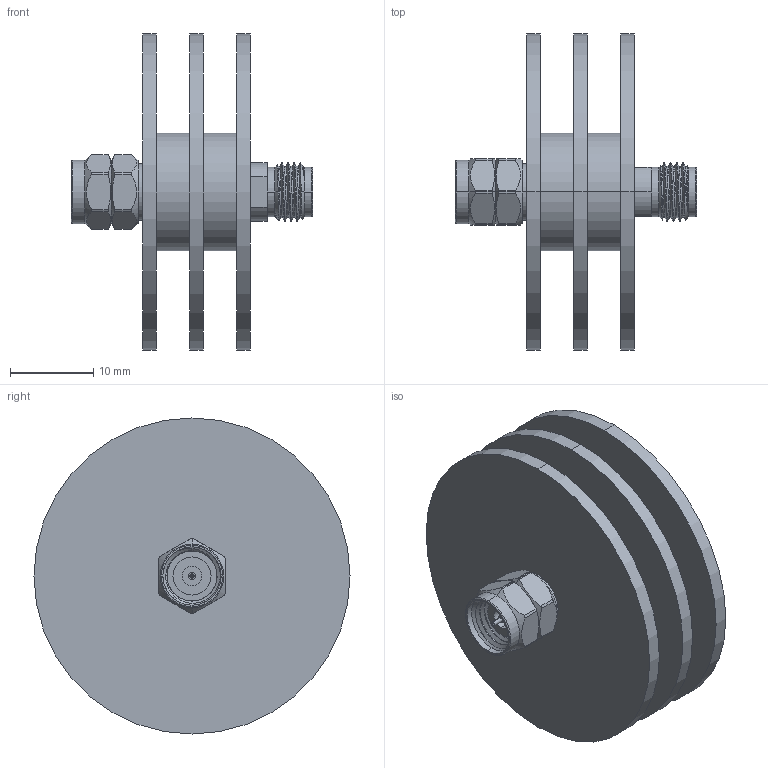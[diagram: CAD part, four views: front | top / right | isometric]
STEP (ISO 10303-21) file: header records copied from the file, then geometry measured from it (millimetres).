
FILE_DESCRIPTION (( 'STEP AP214' ), '1' );
FILE_NAME ('FMAT7511-6_3D.step', '2023-12-21T21:05:47', ( '' ), ( '' ), 'SwSTEP 2.0', 'SolidWorks 2022', '' );
FILE_SCHEMA (( 'AUTOMOTIVE_DESIGN' ));
Length unit declared in the file: inch
Products named in the file (1): FMAT7511-6_3D
Bounding box: 29 x 38 x 38 mm (x, y, z)
Volume: 7389.8 mm3; surface area: 7804.1 mm2
Topology: 1 solids, 1 shells, 160 faces, 397 edges, 257 vertices
Faces by surface type: cylinder 69, plane 56, cone 25, bspline 6, torus 4
Entity records: 7965 total; most frequent: CARTESIAN_POINT 4198, ORIENTED_EDGE 794, DIRECTION 775, EDGE_CURVE 397, AXIS2_PLACEMENT_3D 312, VERTEX_POINT 257, EDGE_LOOP 178, FACE_OUTER_BOUND 160
